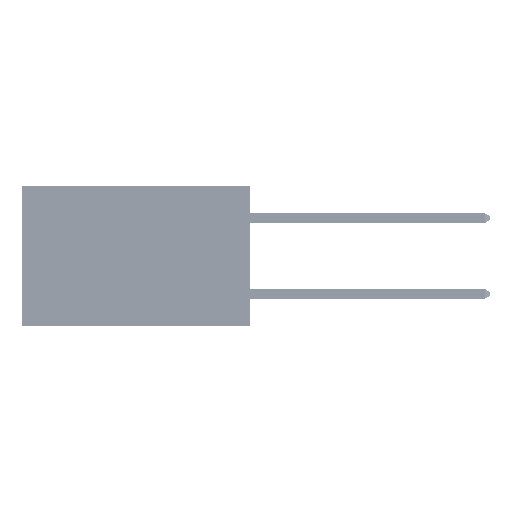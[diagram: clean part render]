
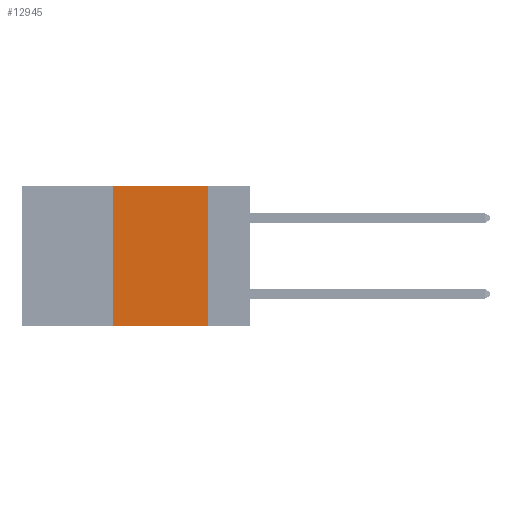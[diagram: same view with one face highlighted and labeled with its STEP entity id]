
A CAD part, left-side view. The second image highlights one B-rep face of the part: STEP entity #12945.
In plain terms, the highlighted planar face has unit normal (-1, 0, 0).
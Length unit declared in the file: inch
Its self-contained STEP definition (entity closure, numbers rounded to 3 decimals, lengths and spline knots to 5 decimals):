
#973 = FACE_OUTER_BOUND ( 'NONE', #43088, .T. ) ;
#3352 = VECTOR ( 'NONE', #32520, 39.37008 ) ;
#3489 = DIRECTION ( 'NONE',  ( 0., 0., -1. ) ) ;
#4376 = CARTESIAN_POINT ( 'NONE',  ( 0., 0.36, 0. ) ) ;
#4483 = EDGE_CURVE ( 'NONE', #45033, #24914, #30789, .T. ) ;
#11917 = CARTESIAN_POINT ( 'NONE',  ( 0., 0.11, 0. ) ) ;
#12271 = ORIENTED_EDGE ( 'NONE', *, *, #13568, .T. ) ;
#12769 = DIRECTION ( 'NONE',  ( 0., -1., 0. ) ) ;
#12945 = ADVANCED_FACE ( 'NONE', ( #973 ), #48100, .F. ) ;
#13557 = LINE ( 'NONE', #35625, #18274 ) ;
#13568 = EDGE_CURVE ( 'NONE', #44423, #24914, #22162, .T. ) ;
#13899 = CARTESIAN_POINT ( 'NONE',  ( 0., 0.6, -0.37 ) ) ;
#14360 = AXIS2_PLACEMENT_3D ( 'NONE', #14611, #29274, #3489 ) ;
#14611 = CARTESIAN_POINT ( 'NONE',  ( 0., 0.6, 0. ) ) ;
#14642 = VERTEX_POINT ( 'NONE', #18674 ) ;
#16151 = ORIENTED_EDGE ( 'NONE', *, *, #25339, .F. ) ;
#16494 = CARTESIAN_POINT ( 'NONE',  ( 0., 0.11, -0.37 ) ) ;
#16617 = DIRECTION ( 'NONE',  ( 0., 0., 1. ) ) ;
#18183 = ORIENTED_EDGE ( 'NONE', *, *, #4483, .F. ) ;
#18274 = VECTOR ( 'NONE', #12769, 39.37008 ) ;
#18674 = CARTESIAN_POINT ( 'NONE',  ( 0., 0.36, 0. ) ) ;
#22162 = LINE ( 'NONE', #13899, #3352 ) ;
#23253 = EDGE_CURVE ( 'NONE', #14642, #45033, #13557, .T. ) ;
#24914 = VERTEX_POINT ( 'NONE', #16494 ) ;
#25339 = EDGE_CURVE ( 'NONE', #44423, #14642, #33300, .T. ) ;
#29274 = DIRECTION ( 'NONE',  ( 1., 0., 0. ) ) ;
#30789 = LINE ( 'NONE', #32449, #40698 ) ;
#32449 = CARTESIAN_POINT ( 'NONE',  ( 0., 0.11, 0. ) ) ;
#32520 = DIRECTION ( 'NONE',  ( 0., -1., 0. ) ) ;
#33300 = LINE ( 'NONE', #4376, #36200 ) ;
#34266 = ORIENTED_EDGE ( 'NONE', *, *, #23253, .F. ) ;
#34495 = CARTESIAN_POINT ( 'NONE',  ( 0., 0.36, -0.37 ) ) ;
#35625 = CARTESIAN_POINT ( 'NONE',  ( 0., 0.6, 0. ) ) ;
#36200 = VECTOR ( 'NONE', #16617, 39.37008 ) ;
#40698 = VECTOR ( 'NONE', #43437, 39.37008 ) ;
#43088 = EDGE_LOOP ( 'NONE', ( #18183, #34266, #16151, #12271 ) ) ;
#43437 = DIRECTION ( 'NONE',  ( 0., 0., -1. ) ) ;
#44423 = VERTEX_POINT ( 'NONE', #34495 ) ;
#45033 = VERTEX_POINT ( 'NONE', #11917 ) ;
#48100 = PLANE ( 'NONE',  #14360 ) ;
